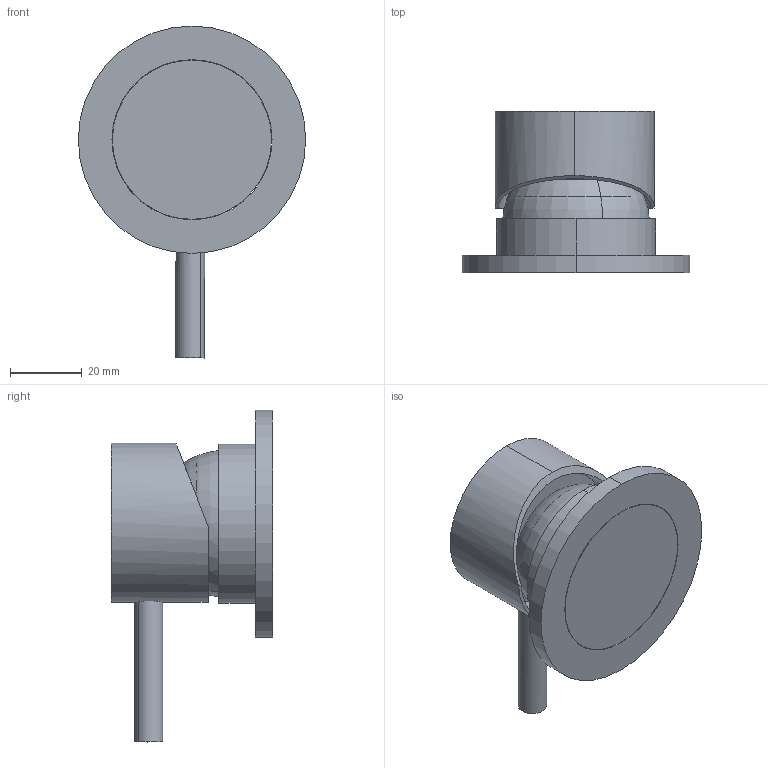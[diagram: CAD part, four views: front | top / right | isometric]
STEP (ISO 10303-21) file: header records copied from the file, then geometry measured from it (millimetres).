
FILE_DESCRIPTION (( 'STEP AP214' ), '1' );
FILE_NAME ('SUSSEX_SCALA_SSHM_shower_bath_mixer_chrome_shell.STEP', '2021-05-13T00:23:24', ( '' ), ( '' ), 'SwSTEP 2.0', 'SolidWorks 2020', '' );
FILE_SCHEMA (( 'AUTOMOTIVE_DESIGN' ));
Length unit declared in the file: millimetre
Products named in the file (1): SUSSEX_SCALA_SSHM_shower_bath_mixer_chrome_shell
Bounding box: 63.5 x 45 x 92.7 mm (x, y, z)
Volume: 74304 mm3; surface area: 24932.9 mm2
Topology: 5 solids, 6 shells, 175 faces, 444 edges, 293 vertices
Faces by surface type: plane 73, bspline 57, cylinder 25, cone 10, torus 10
Entity records: 6478 total; most frequent: CARTESIAN_POINT 1885, ORIENTED_EDGE 888, DIRECTION 649, EDGE_CURVE 444, VERTEX_POINT 293, VECTOR 225, LINE 225, AXIS2_PLACEMENT_3D 212
